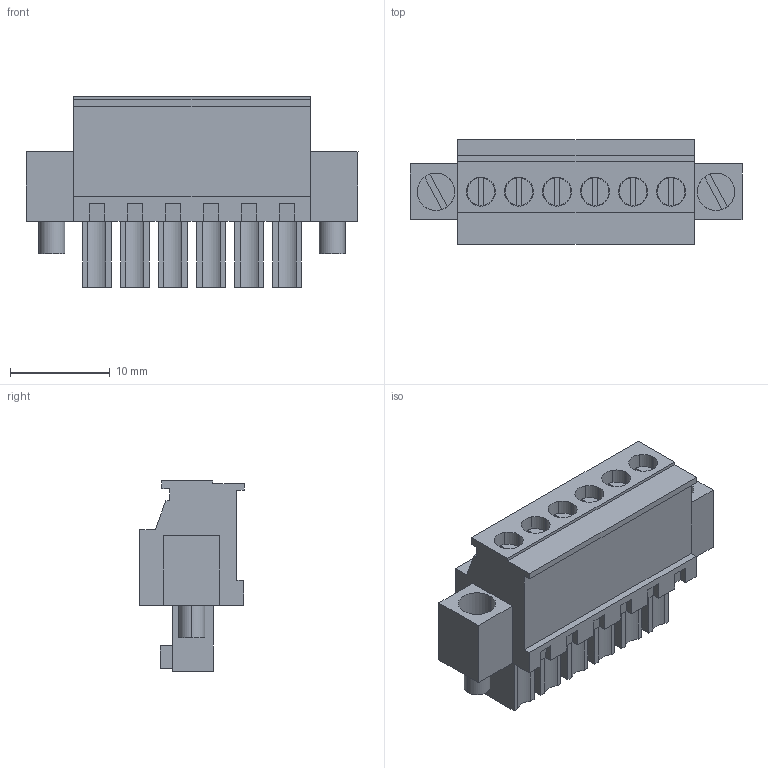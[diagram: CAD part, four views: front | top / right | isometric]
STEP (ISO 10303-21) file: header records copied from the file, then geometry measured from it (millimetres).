
FILE_DESCRIPTION(('CATIA V5 STEP Exchange','CAx-IF Rec.Pracs.--- Model Styling and Organization---1.2---2011-12-15'),'2;1');
FILE_NAME ('D1459656_0_1940020000_1940020000.stp','2017-04-11T10:08:47+00:00',('none'),('Weidmueller'),'CATIA Version 5-6 Release 2014','CATIA V5 STEP AP214','none');
FILE_SCHEMA(('AUTOMOTIVE_DESIGN { 1 0 10303 214 1 1 1 1 }'));
Length unit declared in the file: millimetre
Products named in the file (1): 1940020000
Bounding box: 33.25 x 10.45 x 19.1 mm (x, y, z)
Volume: 3187 mm3; surface area: 2944.8 mm2
Topology: 9 solids, 9 shells, 304 faces, 760 edges, 510 vertices
Faces by surface type: plane 236, cylinder 68
Entity records: 8650 total; most frequent: CARTESIAN_POINT 1703, ORIENTED_EDGE 1520, DIRECTION 1173, EDGE_CURVE 760, VECTOR 592, LINE 592, VERTEX_POINT 510, AXIS2_PLACEMENT_3D 358
